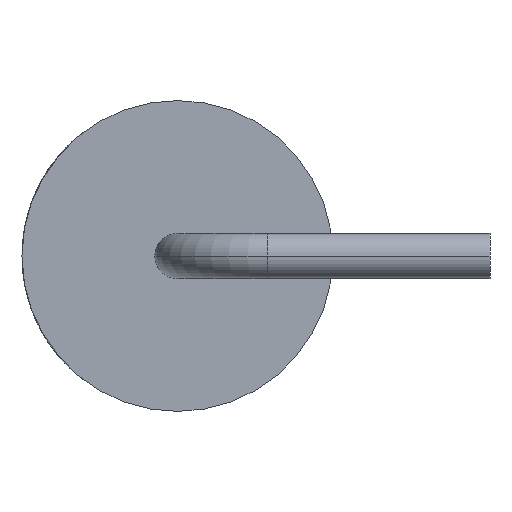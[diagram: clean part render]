
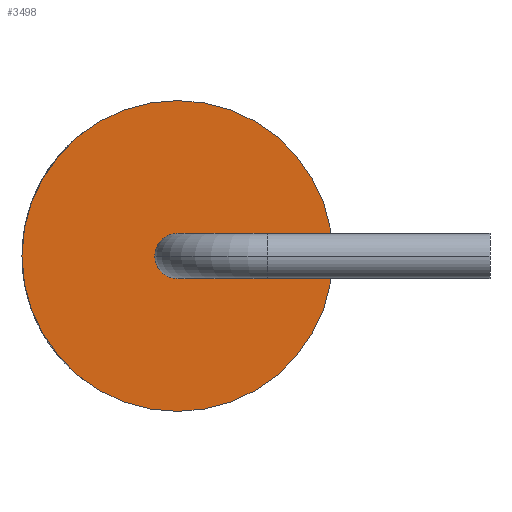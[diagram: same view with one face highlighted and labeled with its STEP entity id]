
A CAD part, left-side view. The second image highlights one B-rep face of the part: STEP entity #3498.
In plain terms, the highlighted planar face has unit normal (-1, 0, 0).
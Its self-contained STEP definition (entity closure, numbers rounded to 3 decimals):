
#94 = CARTESIAN_POINT ( 'NONE',  ( 3.705, 6.55, 0. ) ) ;
#133 = CARTESIAN_POINT ( 'NONE',  ( 3.705, 6.55, 0. ) ) ;
#145 = AXIS2_PLACEMENT_3D ( 'NONE', #133, #2216, #4316 ) ;
#448 = CARTESIAN_POINT ( 'NONE',  ( 3.705, 7.21, 0. ) ) ;
#640 = CARTESIAN_POINT ( 'NONE',  ( 3.705, 6.55, 0. ) ) ;
#773 = CIRCLE ( 'NONE', #3382, 0.66 ) ;
#774 = ORIENTED_EDGE ( 'NONE', *, *, #3966, .F. ) ;
#817 = DIRECTION ( 'NONE',  ( 0., 0., -1. ) ) ;
#1133 = CARTESIAN_POINT ( 'NONE',  ( 3.705, 6.55, 4.55 ) ) ;
#1252 = DIRECTION ( 'NONE',  ( 1., 0., 0. ) ) ;
#1619 = FACE_BOUND ( 'NONE', #3571, .T. ) ;
#1686 = CIRCLE ( 'NONE', #4724, 4.55 ) ;
#1743 = VERTEX_POINT ( 'NONE', #3829 ) ;
#1762 = EDGE_CURVE ( 'NONE', #2516, #4715, #1686, .T. ) ;
#1781 = DIRECTION ( 'NONE',  ( 1., 0., 0. ) ) ;
#2077 = EDGE_CURVE ( 'NONE', #4715, #2516, #2130, .T. ) ;
#2130 = CIRCLE ( 'NONE', #145, 4.55 ) ;
#2170 = CIRCLE ( 'NONE', #5122, 0.66 ) ;
#2216 = DIRECTION ( 'NONE',  ( 1., 0., 0. ) ) ;
#2322 = VERTEX_POINT ( 'NONE', #448 ) ;
#2406 = FACE_OUTER_BOUND ( 'NONE', #4743, .T. ) ;
#2515 = DIRECTION ( 'NONE',  ( 0., 0., -1. ) ) ;
#2516 = VERTEX_POINT ( 'NONE', #3318 ) ;
#3036 = DIRECTION ( 'NONE',  ( 0., 0., -1. ) ) ;
#3111 = DIRECTION ( 'NONE',  ( -1., 0., 0. ) ) ;
#3135 = CARTESIAN_POINT ( 'NONE',  ( 3.705, 6.55, 0. ) ) ;
#3318 = CARTESIAN_POINT ( 'NONE',  ( 3.705, 6.55, -4.55 ) ) ;
#3338 = ORIENTED_EDGE ( 'NONE', *, *, #2077, .F. ) ;
#3382 = AXIS2_PLACEMENT_3D ( 'NONE', #640, #4117, #2515 ) ;
#3498 = ADVANCED_FACE ( 'NONE', ( #1619, #2406 ), #3619, .F. ) ;
#3571 = EDGE_LOOP ( 'NONE', ( #3820, #774 ) ) ;
#3619 = PLANE ( 'NONE',  #3724 ) ;
#3707 = ORIENTED_EDGE ( 'NONE', *, *, #1762, .F. ) ;
#3724 = AXIS2_PLACEMENT_3D ( 'NONE', #4540, #1252, #817 ) ;
#3820 = ORIENTED_EDGE ( 'NONE', *, *, #3996, .F. ) ;
#3829 = CARTESIAN_POINT ( 'NONE',  ( 3.705, 5.89, 0. ) ) ;
#3966 = EDGE_CURVE ( 'NONE', #2322, #1743, #2170, .T. ) ;
#3996 = EDGE_CURVE ( 'NONE', #1743, #2322, #773, .T. ) ;
#4117 = DIRECTION ( 'NONE',  ( -1., 0., 0. ) ) ;
#4316 = DIRECTION ( 'NONE',  ( 0., 0., -1. ) ) ;
#4540 = CARTESIAN_POINT ( 'NONE',  ( 3.705, 6.55, 0. ) ) ;
#4715 = VERTEX_POINT ( 'NONE', #1133 ) ;
#4724 = AXIS2_PLACEMENT_3D ( 'NONE', #94, #1781, #3036 ) ;
#4743 = EDGE_LOOP ( 'NONE', ( #3338, #3707 ) ) ;
#4771 = DIRECTION ( 'NONE',  ( 0., 0., -1. ) ) ;
#5122 = AXIS2_PLACEMENT_3D ( 'NONE', #3135, #3111, #4771 ) ;
